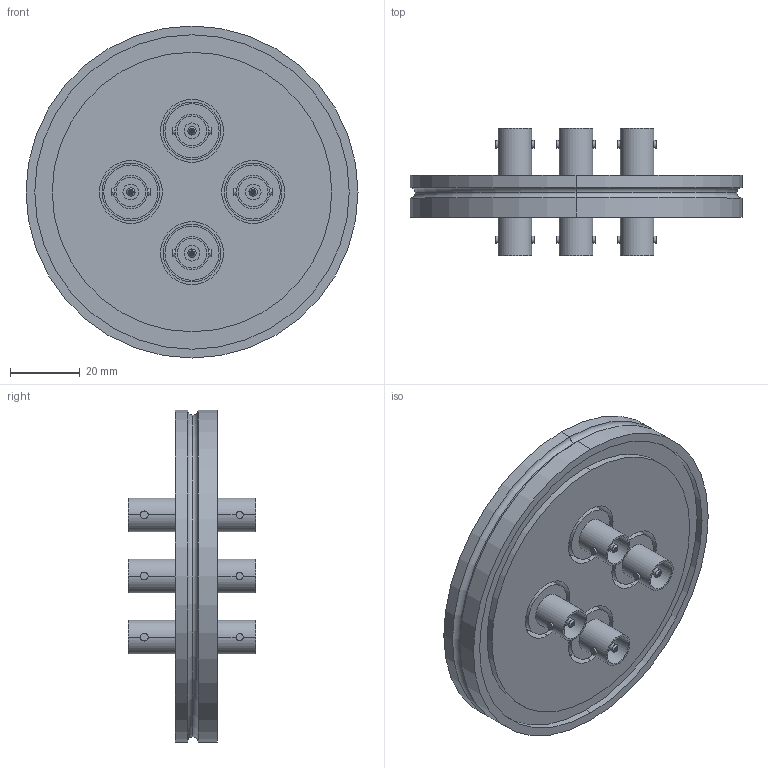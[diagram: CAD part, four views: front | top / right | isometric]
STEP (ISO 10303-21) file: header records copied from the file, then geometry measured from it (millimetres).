
FILE_DESCRIPTION (( 'STEP AP214' ), '1' );
FILE_NAME ('242-BNCDF50-ISO63-4.step', '2025-02-18T20:46:31', ( '' ), ( '' ), 'SwSTEP 2.0', 'SolidWorks 2022', '' );
FILE_SCHEMA (( 'AUTOMOTIVE_DESIGN' ));
Length unit declared in the file: millimetre
Products named in the file (5): 9242-BNCDF50-IFW-1; 242-BNCDF50-I; 9441-ISO63-16.5-4_DN063 ISO-K; 9242-BNCDF50-IFW-2; 242-BNCDF50-ISO63-4
Assembly tree (7 placements, depth 3):
  242-BNCDF50-ISO63-4
    9441-ISO63-16.5-4_DN063 ISO-K
    242-BNCDF50-I  x4
      9242-BNCDF50-IFW-1
      9242-BNCDF50-IFW-2
Bounding box: 95 x 36.5 x 95 mm (x, y, z)
Volume: 72696.4 mm3; surface area: 35905.6 mm2
Topology: 9 solids, 9 shells, 274 faces, 562 edges, 354 vertices
Faces by surface type: cylinder 164, plane 82, cone 16, torus 12
Entity records: 3112 total; most frequent: CARTESIAN_POINT 587, DIRECTION 552, ORIENTED_EDGE 416, AXIS2_PLACEMENT_3D 241, EDGE_CURVE 208, VERTEX_POINT 132, CIRCLE 130, EDGE_LOOP 128
